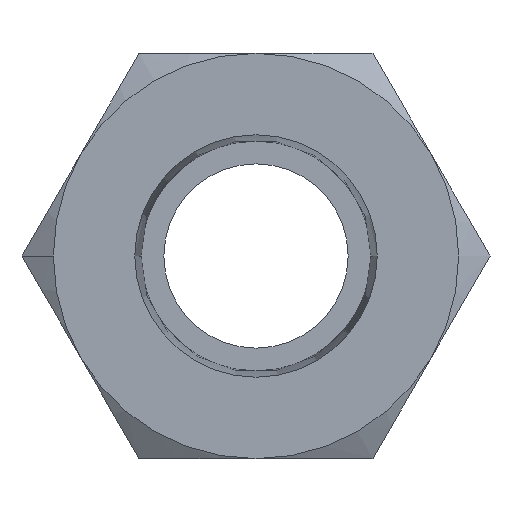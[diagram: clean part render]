
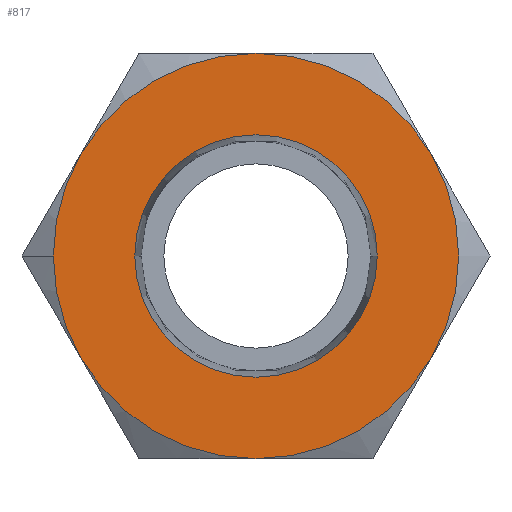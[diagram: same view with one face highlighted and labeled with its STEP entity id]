
A CAD part, front view. The second image highlights one B-rep face of the part: STEP entity #817.
In plain terms, the highlighted planar face has unit normal (0, -1, 0).
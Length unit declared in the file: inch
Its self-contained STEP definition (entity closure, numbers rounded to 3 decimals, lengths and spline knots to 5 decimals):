
#37 = DIRECTION ( 'NONE',  ( 0., 1., 0. ) ) ;
#129 = DIRECTION ( 'NONE',  ( -1., 0., 0. ) ) ;
#130 = EDGE_CURVE ( 'NONE', #1889, #2091, #245, .T. ) ;
#177 = FACE_OUTER_BOUND ( 'NONE', #1780, .T. ) ;
#191 = ORIENTED_EDGE ( 'NONE', *, *, #1111, .F. ) ;
#245 = CIRCLE ( 'NONE', #307, 0.259 ) ;
#285 = DIRECTION ( 'NONE',  ( 0., 1., 0. ) ) ;
#307 = AXIS2_PLACEMENT_3D ( 'NONE', #515, #522, #540 ) ;
#326 = DIRECTION ( 'NONE',  ( 0., 1., 0. ) ) ;
#370 = ORIENTED_EDGE ( 'NONE', *, *, #1935, .F. ) ;
#383 = CIRCLE ( 'NONE', #1971, 0.43307 ) ;
#442 = CIRCLE ( 'NONE', #481, 0.43307 ) ;
#471 = CARTESIAN_POINT ( 'NONE',  ( 0., -0.55118, 0. ) ) ;
#481 = AXIS2_PLACEMENT_3D ( 'NONE', #774, #751, #616 ) ;
#482 = VERTEX_POINT ( 'NONE', #894 ) ;
#515 = CARTESIAN_POINT ( 'NONE',  ( 0., -0.55118, 0. ) ) ;
#522 = DIRECTION ( 'NONE',  ( 0., 1., 0. ) ) ;
#537 = ORIENTED_EDGE ( 'NONE', *, *, #1233, .F. ) ;
#540 = DIRECTION ( 'NONE',  ( 1., 0., 0. ) ) ;
#559 = AXIS2_PLACEMENT_3D ( 'NONE', #983, #975, #967 ) ;
#616 = DIRECTION ( 'NONE',  ( -1., 0., 0. ) ) ;
#646 = DIRECTION ( 'NONE',  ( 0., 1., 0. ) ) ;
#704 = AXIS2_PLACEMENT_3D ( 'NONE', #2054, #1865, #1672 ) ;
#710 = CIRCLE ( 'NONE', #1088, 0.43307 ) ;
#751 = DIRECTION ( 'NONE',  ( 0., 1., 0. ) ) ;
#774 = CARTESIAN_POINT ( 'NONE',  ( 0., -0.55118, 0. ) ) ;
#817 = ADVANCED_FACE ( 'NONE', ( #1104, #177 ), #1664, .T. ) ;
#851 = CARTESIAN_POINT ( 'NONE',  ( 0., -0.55118, 0. ) ) ;
#894 = CARTESIAN_POINT ( 'NONE',  ( -0.43307, -0.55118, 0. ) ) ;
#963 = AXIS2_PLACEMENT_3D ( 'NONE', #1704, #646, #1898 ) ;
#967 = DIRECTION ( 'NONE',  ( 0., 0., -1. ) ) ;
#975 = DIRECTION ( 'NONE',  ( 0., -1., 0. ) ) ;
#983 = CARTESIAN_POINT ( 'NONE',  ( -0.21654, -0.55118, 0. ) ) ;
#991 = DIRECTION ( 'NONE',  ( -1., 0., 0. ) ) ;
#1025 = DIRECTION ( 'NONE',  ( -1., 0., 0. ) ) ;
#1029 = VERTEX_POINT ( 'NONE', #1482 ) ;
#1056 = ORIENTED_EDGE ( 'NONE', *, *, #1954, .T. ) ;
#1076 = CARTESIAN_POINT ( 'NONE',  ( 0., -0.55118, 0. ) ) ;
#1084 = CARTESIAN_POINT ( 'NONE',  ( -0.37505, -0.55118, -0.21654 ) ) ;
#1088 = AXIS2_PLACEMENT_3D ( 'NONE', #1382, #326, #1533 ) ;
#1104 = FACE_BOUND ( 'NONE', #1939, .T. ) ;
#1111 = EDGE_CURVE ( 'NONE', #1977, #1852, #442, .T. ) ;
#1139 = CARTESIAN_POINT ( 'NONE',  ( -0.259, -0.55118, 0. ) ) ;
#1168 = DIRECTION ( 'NONE',  ( 0., 1., 0. ) ) ;
#1186 = AXIS2_PLACEMENT_3D ( 'NONE', #1347, #1168, #991 ) ;
#1189 = CIRCLE ( 'NONE', #1618, 0.43307 ) ;
#1192 = CIRCLE ( 'NONE', #963, 0.259 ) ;
#1233 = EDGE_CURVE ( 'NONE', #1852, #1630, #1321, .T. ) ;
#1252 = DIRECTION ( 'NONE',  ( -1., 0., 0. ) ) ;
#1312 = AXIS2_PLACEMENT_3D ( 'NONE', #471, #285, #129 ) ;
#1321 = CIRCLE ( 'NONE', #704, 0.43307 ) ;
#1322 = EDGE_CURVE ( 'NONE', #1654, #482, #1782, .T. ) ;
#1347 = CARTESIAN_POINT ( 'NONE',  ( 0., -0.55118, 0. ) ) ;
#1350 = EDGE_CURVE ( 'NONE', #1630, #1654, #1720, .T. ) ;
#1382 = CARTESIAN_POINT ( 'NONE',  ( 0., -0.55118, 0. ) ) ;
#1455 = EDGE_CURVE ( 'NONE', #482, #2148, #383, .T. ) ;
#1482 = CARTESIAN_POINT ( 'NONE',  ( 0., -0.55118, 0.43307 ) ) ;
#1510 = ORIENTED_EDGE ( 'NONE', *, *, #130, .T. ) ;
#1533 = DIRECTION ( 'NONE',  ( -1., 0., 0. ) ) ;
#1550 = CARTESIAN_POINT ( 'NONE',  ( 0.259, -0.55118, 0. ) ) ;
#1571 = CARTESIAN_POINT ( 'NONE',  ( -0.37505, -0.55118, 0.21654 ) ) ;
#1618 = AXIS2_PLACEMENT_3D ( 'NONE', #1076, #37, #1252 ) ;
#1630 = VERTEX_POINT ( 'NONE', #1777 ) ;
#1654 = VERTEX_POINT ( 'NONE', #1084 ) ;
#1664 = PLANE ( 'NONE',  #559 ) ;
#1672 = DIRECTION ( 'NONE',  ( -1., 0., 0. ) ) ;
#1704 = CARTESIAN_POINT ( 'NONE',  ( 0., -0.55118, 0. ) ) ;
#1705 = ORIENTED_EDGE ( 'NONE', *, *, #1322, .F. ) ;
#1720 = CIRCLE ( 'NONE', #1312, 0.43307 ) ;
#1777 = CARTESIAN_POINT ( 'NONE',  ( 0., -0.55118, -0.43307 ) ) ;
#1780 = EDGE_LOOP ( 'NONE', ( #2262, #370, #1990, #1705, #1854, #537, #191 ) ) ;
#1782 = CIRCLE ( 'NONE', #1186, 0.43307 ) ;
#1852 = VERTEX_POINT ( 'NONE', #2012 ) ;
#1854 = ORIENTED_EDGE ( 'NONE', *, *, #1350, .F. ) ;
#1865 = DIRECTION ( 'NONE',  ( 0., 1., 0. ) ) ;
#1889 = VERTEX_POINT ( 'NONE', #1139 ) ;
#1898 = DIRECTION ( 'NONE',  ( 1., 0., 0. ) ) ;
#1935 = EDGE_CURVE ( 'NONE', #2148, #1029, #710, .T. ) ;
#1939 = EDGE_LOOP ( 'NONE', ( #1056, #1510 ) ) ;
#1954 = EDGE_CURVE ( 'NONE', #2091, #1889, #1192, .T. ) ;
#1971 = AXIS2_PLACEMENT_3D ( 'NONE', #851, #2096, #1025 ) ;
#1977 = VERTEX_POINT ( 'NONE', #2057 ) ;
#1990 = ORIENTED_EDGE ( 'NONE', *, *, #1455, .F. ) ;
#2012 = CARTESIAN_POINT ( 'NONE',  ( 0.37505, -0.55118, -0.21654 ) ) ;
#2054 = CARTESIAN_POINT ( 'NONE',  ( 0., -0.55118, 0. ) ) ;
#2057 = CARTESIAN_POINT ( 'NONE',  ( 0.37505, -0.55118, 0.21654 ) ) ;
#2091 = VERTEX_POINT ( 'NONE', #1550 ) ;
#2096 = DIRECTION ( 'NONE',  ( 0., 1., 0. ) ) ;
#2148 = VERTEX_POINT ( 'NONE', #1571 ) ;
#2180 = EDGE_CURVE ( 'NONE', #1029, #1977, #1189, .T. ) ;
#2262 = ORIENTED_EDGE ( 'NONE', *, *, #2180, .F. ) ;
